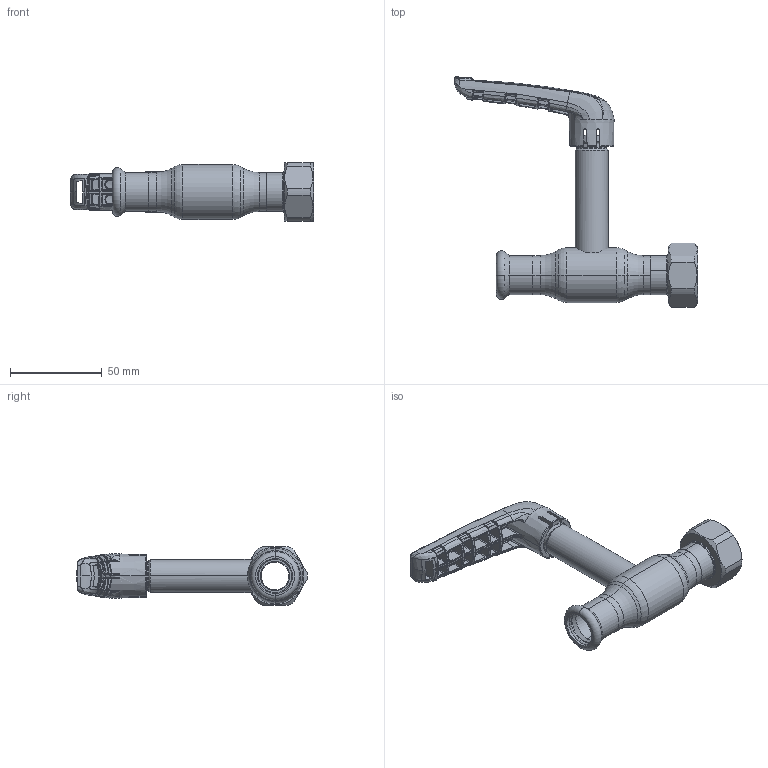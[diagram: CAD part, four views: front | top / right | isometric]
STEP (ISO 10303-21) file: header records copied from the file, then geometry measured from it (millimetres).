
FILE_DESCRIPTION (( 'STEP AP214' ), '1' );
FILE_NAME ('1015001401-xxxx.step', '2019-05-09T09:37:23', ( '' ), ( '' ), 'SwSTEP 2.0', 'SolidWorks 2017', '' );
FILE_SCHEMA (( 'AUTOMOTIVE_DESIGN' ));
Length unit declared in the file: millimetre
Products named in the file (1): 1015001401-xxxx
Bounding box: 132.48 x 125.57 x 32 mm (x, y, z)
Surface area: 27649.2 mm2 (no closed solid volume)
Topology: 0 solids, 11 shells, 797 faces, 2420 edges, 1523 vertices
Faces by surface type: bspline 624, plane 63, cylinder 52, cone 37, torus 21
Entity records: 67165 total; most frequent: CARTESIAN_POINT 42607, ORIENTED_EDGE 4083, EDGE_CURVE 2394, DIRECTION 1665, B_SPLINE_CURVE_WITH_KNOTS 1635, VERTEX_POINT 1523, EDGE_LOOP 821, UNCERTAINTY_MEASURE_WITH_UNIT 799
